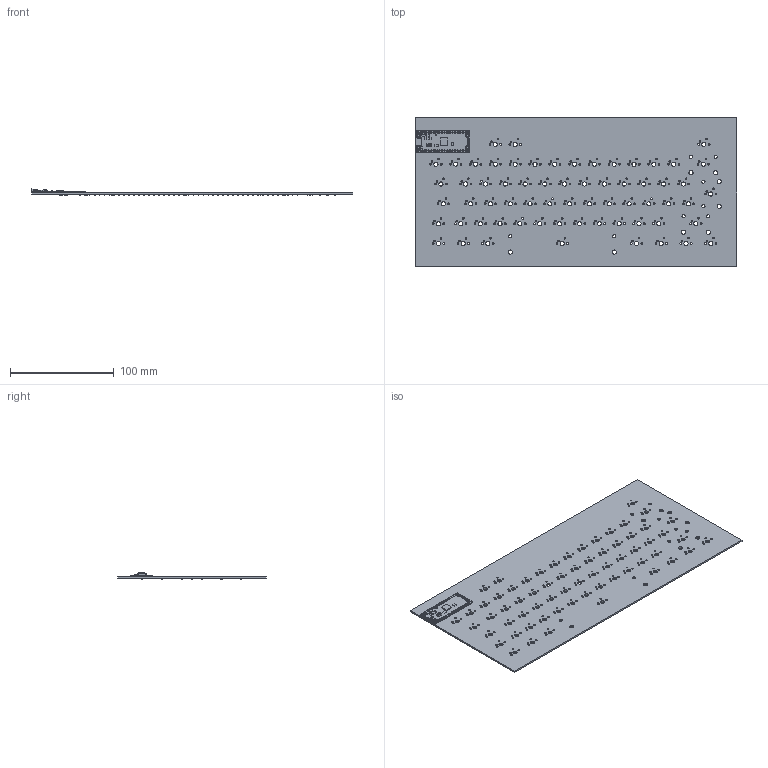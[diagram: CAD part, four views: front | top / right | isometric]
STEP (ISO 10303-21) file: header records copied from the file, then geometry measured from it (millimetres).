
FILE_DESCRIPTION(('KiCad electronic assembly'),'2;1');
FILE_NAME('PCB.step','2025-12-16T10:14:46',('Pcbnew'),('Kicad'), 'Open CASCADE STEP processor 7.9','KiCad to STEP converter','Unknown' );
FILE_SCHEMA(('AUTOMOTIVE_DESIGN { 1 0 10303 214 1 1 1 1 }'));
Length unit declared in the file: millimetre
Products named in the file (5): PCB 1; RaspberryPi_Pico; RaspberryPi_Pico_Module_KiCad; D_SOD-523; new_PCB
Assembly tree (68 placements, depth 3):
  PCB 1
    RaspberryPi_Pico
      RaspberryPi_Pico_Module_KiCad
    D_SOD-523  x65
    new_PCB
Bounding box: 309.06 x 142.8 x 6.01 mm (x, y, z)
Volume: 65431.7 mm3; surface area: 93102.5 mm2
Topology: 67 solids, 67 shells, 2619 faces, 6492 edges, 4102 vertices
Faces by surface type: plane 1460, bspline 650, cylinder 507, torus 2
Full cylindrical faces by diameter (mm): 1 x83, 1.5 x130, 1.7 x130, 1.85 x2, 2.1 x4, 2.2 x2, 3.05 x8, 4 x73
Entity records: 36389 total; most frequent: DIRECTION 5700, CARTESIAN_POINT 5472, ORIENTED_EDGE 5304, EDGE_CURVE 2652, AXIS2_PLACEMENT_3D 2110, VERTEX_POINT 1798, FACE_BOUND 1786, EDGE_LOOP 1786
